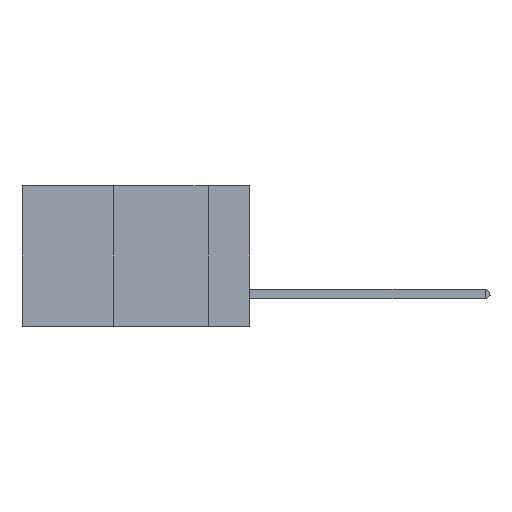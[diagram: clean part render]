
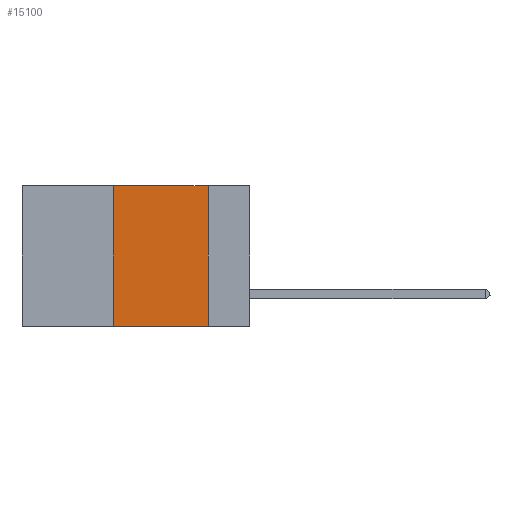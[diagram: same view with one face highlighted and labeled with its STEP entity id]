
A CAD part, left-side view. The second image highlights one B-rep face of the part: STEP entity #15100.
In plain terms, the highlighted planar face has unit normal (-1, 0, 0).
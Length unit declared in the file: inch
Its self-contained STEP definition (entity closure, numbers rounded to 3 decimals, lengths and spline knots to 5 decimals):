
#1709 = EDGE_CURVE ( 'NONE', #12052, #32075, #37740, .T. ) ;
#4924 = VERTEX_POINT ( 'NONE', #33479 ) ;
#6153 = VECTOR ( 'NONE', #36667, 39.37008 ) ;
#7083 = DIRECTION ( 'NONE',  ( 0., -1., 0. ) ) ;
#8771 = ORIENTED_EDGE ( 'NONE', *, *, #22486, .F. ) ;
#9451 = VECTOR ( 'NONE', #7083, 39.37008 ) ;
#9957 = EDGE_CURVE ( 'NONE', #12052, #4924, #40489, .T. ) ;
#10739 = LINE ( 'NONE', #19930, #6153 ) ;
#10980 = VERTEX_POINT ( 'NONE', #32711 ) ;
#11629 = CARTESIAN_POINT ( 'NONE',  ( 0., 0.6, 0. ) ) ;
#11710 = CARTESIAN_POINT ( 'NONE',  ( 0., 0.36, 0. ) ) ;
#11781 = DIRECTION ( 'NONE',  ( 1., 0., 0. ) ) ;
#11920 = DIRECTION ( 'NONE',  ( 0., 0., -1. ) ) ;
#12052 = VERTEX_POINT ( 'NONE', #19702 ) ;
#12457 = CARTESIAN_POINT ( 'NONE',  ( 0., 0.6, -0.37 ) ) ;
#13546 = VECTOR ( 'NONE', #16093, 39.37008 ) ;
#14841 = EDGE_CURVE ( 'NONE', #32075, #10980, #27136, .T. ) ;
#15100 = ADVANCED_FACE ( 'NONE', ( #26875 ), #21481, .F. ) ;
#15481 = ORIENTED_EDGE ( 'NONE', *, *, #9957, .T. ) ;
#16093 = DIRECTION ( 'NONE',  ( 0., -1., 0. ) ) ;
#19702 = CARTESIAN_POINT ( 'NONE',  ( 0., 0.36, -0.37 ) ) ;
#19930 = CARTESIAN_POINT ( 'NONE',  ( 0., 0.11, 0. ) ) ;
#20218 = ORIENTED_EDGE ( 'NONE', *, *, #1709, .F. ) ;
#21422 = AXIS2_PLACEMENT_3D ( 'NONE', #11629, #11781, #11920 ) ;
#21481 = PLANE ( 'NONE',  #21422 ) ;
#22297 = EDGE_LOOP ( 'NONE', ( #8771, #37773, #20218, #15481 ) ) ;
#22486 = EDGE_CURVE ( 'NONE', #10980, #4924, #10739, .T. ) ;
#22586 = VECTOR ( 'NONE', #24462, 39.37008 ) ;
#24462 = DIRECTION ( 'NONE',  ( 0., 0., 1. ) ) ;
#26875 = FACE_OUTER_BOUND ( 'NONE', #22297, .T. ) ;
#27136 = LINE ( 'NONE', #39819, #9451 ) ;
#30752 = CARTESIAN_POINT ( 'NONE',  ( 0., 0.36, 0. ) ) ;
#32075 = VERTEX_POINT ( 'NONE', #30752 ) ;
#32711 = CARTESIAN_POINT ( 'NONE',  ( 0., 0.11, 0. ) ) ;
#33479 = CARTESIAN_POINT ( 'NONE',  ( 0., 0.11, -0.37 ) ) ;
#36667 = DIRECTION ( 'NONE',  ( 0., 0., -1. ) ) ;
#37740 = LINE ( 'NONE', #11710, #22586 ) ;
#37773 = ORIENTED_EDGE ( 'NONE', *, *, #14841, .F. ) ;
#39819 = CARTESIAN_POINT ( 'NONE',  ( 0., 0.6, 0. ) ) ;
#40489 = LINE ( 'NONE', #12457, #13546 ) ;
